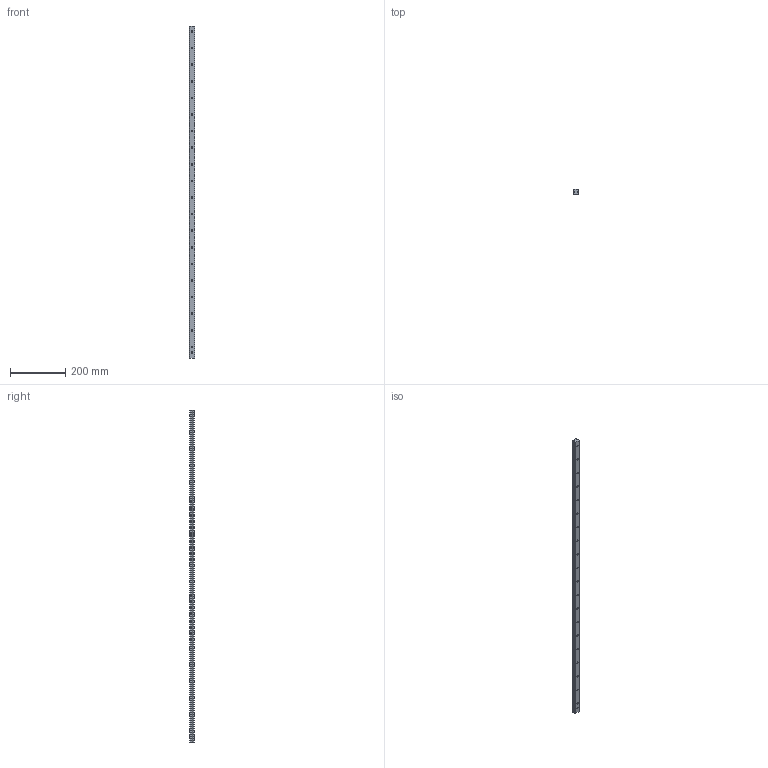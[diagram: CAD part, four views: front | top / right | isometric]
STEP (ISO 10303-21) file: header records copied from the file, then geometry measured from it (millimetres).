
FILE_DESCRIPTION (( 'STEP AP214' ), '1' );
FILE_NAME ('HGR20R LINEAR GUIDE RAIL, CONFIGURABLE, 1200 mm.STEP', '2019-03-07T08:56:24', ( '' ), ( '' ), 'SwSTEP 2.0', 'SolidWorks 2018', '' );
FILE_SCHEMA (( 'AUTOMOTIVE_DESIGN' ));
Length unit declared in the file: millimetre
Products named in the file (2): HGR20R LINEAR GUIDE RAIL, CONFIGURABLE, 1200 mm
Bounding box: 20 x 17.5 x 1200 mm (x, y, z)
Volume: 341057.4 mm3; surface area: 100167.6 mm2
Topology: 1 solids, 1 shells, 149 faces, 378 edges, 252 vertices
Faces by surface type: cylinder 106, plane 43
Entity records: 4737 total; most frequent: DIRECTION 892, CARTESIAN_POINT 781, ORIENTED_EDGE 756, EDGE_CURVE 378, AXIS2_PLACEMENT_3D 363, VERTEX_POINT 252, CIRCLE 212, EDGE_LOOP 212
